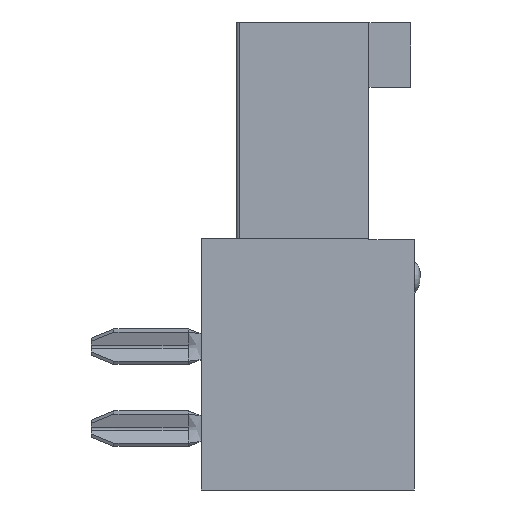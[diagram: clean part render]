
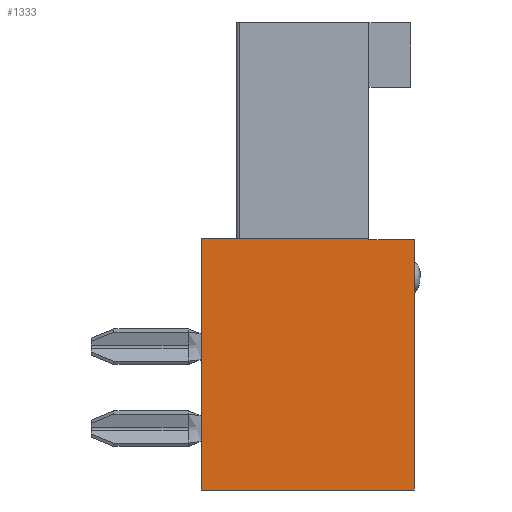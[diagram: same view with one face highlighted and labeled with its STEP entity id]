
A CAD part, left-side view. The second image highlights one B-rep face of the part: STEP entity #1333.
In plain terms, the highlighted planar face has unit normal (-1, 0, 0).
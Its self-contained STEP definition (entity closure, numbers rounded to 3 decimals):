
#1333 = ADVANCED_FACE( '', ( #2967 ), #2968, .F. );
#2967 = FACE_OUTER_BOUND( '', #5054, .T. );
#2968 = PLANE( '', #5055 );
#5054 = EDGE_LOOP( '', ( #8913, #8914, #8915, #8916, #8917, #8918, #8919, #8920, #8921, #8922, #8923, #8924 ) );
#5055 = AXIS2_PLACEMENT_3D( '', #8925, #8926, #8927 );
#8913 = ORIENTED_EDGE( '', *, *, #13575, .F. );
#8914 = ORIENTED_EDGE( '', *, *, #13576, .T. );
#8915 = ORIENTED_EDGE( '', *, *, #13577, .F. );
#8916 = ORIENTED_EDGE( '', *, *, #12424, .T. );
#8917 = ORIENTED_EDGE( '', *, *, #13578, .F. );
#8918 = ORIENTED_EDGE( '', *, *, #12763, .F. );
#8919 = ORIENTED_EDGE( '', *, *, #13579, .F. );
#8920 = ORIENTED_EDGE( '', *, *, #12860, .F. );
#8921 = ORIENTED_EDGE( '', *, *, #12682, .F. );
#8922 = ORIENTED_EDGE( '', *, *, #13580, .F. );
#8923 = ORIENTED_EDGE( '', *, *, #13581, .F. );
#8924 = ORIENTED_EDGE( '', *, *, #13093, .F. );
#8925 = CARTESIAN_POINT( '', ( -13.73, 0., 0. ) );
#8926 = DIRECTION( '', ( 1., 0., 0. ) );
#8927 = DIRECTION( '', ( 0., 0., -1. ) );
#12424 = EDGE_CURVE( '', #15083, #15084, #15085, .F. );
#12682 = EDGE_CURVE( '', #15521, #15523, #15524, .T. );
#12763 = EDGE_CURVE( '', #15655, #15656, #15657, .T. );
#12860 = EDGE_CURVE( '', #15523, #15816, #15821, .T. );
#13093 = EDGE_CURVE( '', #16197, #16199, #16200, .T. );
#13575 = EDGE_CURVE( '', #16900, #16197, #16901, .T. );
#13576 = EDGE_CURVE( '', #16900, #16902, #16903, .F. );
#13577 = EDGE_CURVE( '', #15083, #16902, #16904, .T. );
#13578 = EDGE_CURVE( '', #15656, #15084, #16905, .T. );
#13579 = EDGE_CURVE( '', #15816, #15655, #16906, .T. );
#13580 = EDGE_CURVE( '', #16907, #15521, #16908, .T. );
#13581 = EDGE_CURVE( '', #16199, #16907, #16909, .T. );
#15083 = VERTEX_POINT( '', #18874 );
#15084 = VERTEX_POINT( '', #18875 );
#15085 = CIRCLE( '', #18876, 0.02 );
#15521 = VERTEX_POINT( '', #19513 );
#15523 = VERTEX_POINT( '', #19516 );
#15524 = LINE( '', #19517, #19518 );
#15655 = VERTEX_POINT( '', #19704 );
#15656 = VERTEX_POINT( '', #19705 );
#15657 = LINE( '', #19706, #19707 );
#15816 = VERTEX_POINT( '', #19930 );
#15821 = LINE( '', #19938, #19939 );
#16197 = VERTEX_POINT( '', #20488 );
#16199 = VERTEX_POINT( '', #20491 );
#16200 = LINE( '', #20492, #20493 );
#16900 = VERTEX_POINT( '', #21546 );
#16901 = LINE( '', #21547, #21548 );
#16902 = VERTEX_POINT( '', #21549 );
#16903 = CIRCLE( '', #21550, 0.02 );
#16904 = LINE( '', #21551, #21552 );
#16905 = LINE( '', #21553, #21554 );
#16906 = LINE( '', #21555, #21556 );
#16907 = VERTEX_POINT( '', #21557 );
#16908 = LINE( '', #21558, #21559 );
#16909 = LINE( '', #21560, #21561 );
#18874 = CARTESIAN_POINT( '', ( -13.73, -3.33, 2.23 ) );
#18875 = CARTESIAN_POINT( '', ( -13.73, -3.31, 2.25 ) );
#18876 = AXIS2_PLACEMENT_3D( '', #23360, #23361, #23362 );
#19513 = CARTESIAN_POINT( '', ( -13.73, 3.3, 3.9 ) );
#19516 = CARTESIAN_POINT( '', ( -13.73, -1.9, 3.9 ) );
#19517 = CARTESIAN_POINT( '', ( -13.73, 3.3, 3.9 ) );
#19518 = VECTOR( '', #23593, 1000. );
#19704 = CARTESIAN_POINT( '', ( -13.73, -3.3, 3.85 ) );
#19705 = CARTESIAN_POINT( '', ( -13.73, -3.3, 2.25 ) );
#19706 = CARTESIAN_POINT( '', ( -13.73, -3.3, 3.9 ) );
#19707 = VECTOR( '', #23682, 1000. );
#19930 = CARTESIAN_POINT( '', ( -13.73, -1.9, 3.85 ) );
#19938 = CARTESIAN_POINT( '', ( -13.73, -1.9, 0. ) );
#19939 = VECTOR( '', #23807, 1000. );
#20488 = CARTESIAN_POINT( '', ( -13.73, -3.3, 2.2 ) );
#20491 = CARTESIAN_POINT( '', ( -13.73, -3.3, -3.9 ) );
#20492 = CARTESIAN_POINT( '', ( -13.73, -3.3, 3.9 ) );
#20493 = VECTOR( '', #24030, 1000. );
#21546 = CARTESIAN_POINT( '', ( -13.73, -3.31, 2.2 ) );
#21547 = CARTESIAN_POINT( '', ( -13.73, -3.33, 2.2 ) );
#21548 = VECTOR( '', #24431, 1000. );
#21549 = CARTESIAN_POINT( '', ( -13.73, -3.33, 2.22 ) );
#21550 = AXIS2_PLACEMENT_3D( '', #24432, #24433, #24434 );
#21551 = CARTESIAN_POINT( '', ( -13.73, -3.33, 2.25 ) );
#21552 = VECTOR( '', #24435, 1000. );
#21553 = CARTESIAN_POINT( '', ( -13.73, -3.3, 2.25 ) );
#21554 = VECTOR( '', #24436, 1000. );
#21555 = CARTESIAN_POINT( '', ( -13.73, 0., 3.85 ) );
#21556 = VECTOR( '', #24437, 1000. );
#21557 = CARTESIAN_POINT( '', ( -13.73, 3.3, -3.9 ) );
#21558 = CARTESIAN_POINT( '', ( -13.73, 3.3, -3.9 ) );
#21559 = VECTOR( '', #24438, 1000. );
#21560 = CARTESIAN_POINT( '', ( -13.73, -3.3, -3.9 ) );
#21561 = VECTOR( '', #24439, 1000. );
#23360 = CARTESIAN_POINT( '', ( -13.73, -3.31, 2.23 ) );
#23361 = DIRECTION( '', ( 1., 0., 0. ) );
#23362 = DIRECTION( '', ( 0., 0., -1. ) );
#23593 = DIRECTION( '', ( 0., -1., 0. ) );
#23682 = DIRECTION( '', ( 0., 0., -1. ) );
#23807 = DIRECTION( '', ( 0., 0., -1. ) );
#24030 = DIRECTION( '', ( 0., 0., -1. ) );
#24431 = DIRECTION( '', ( 0., 1., 0. ) );
#24432 = CARTESIAN_POINT( '', ( -13.73, -3.31, 2.22 ) );
#24433 = DIRECTION( '', ( 1., 0., 0. ) );
#24434 = DIRECTION( '', ( 0., 0., -1. ) );
#24435 = DIRECTION( '', ( 0., 0., -1. ) );
#24436 = DIRECTION( '', ( 0., -1., 0. ) );
#24437 = DIRECTION( '', ( 0., -1., 0. ) );
#24438 = DIRECTION( '', ( 0., 0., 1. ) );
#24439 = DIRECTION( '', ( 0., 1., 0. ) );
